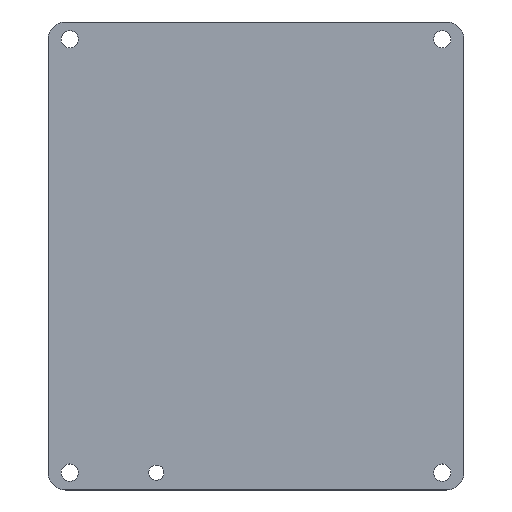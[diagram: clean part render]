
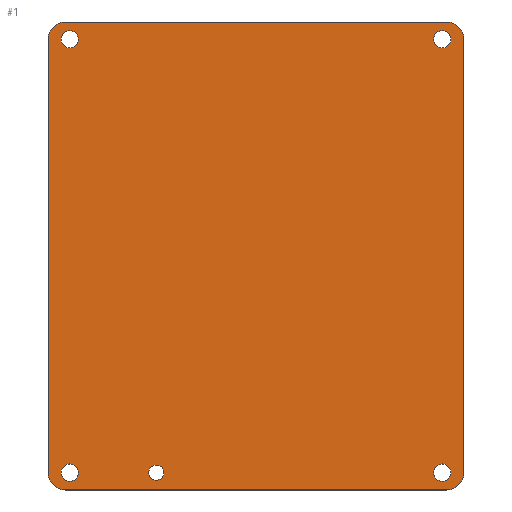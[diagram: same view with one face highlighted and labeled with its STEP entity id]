
A CAD part, top view. The second image highlights one B-rep face of the part: STEP entity #1.
In plain terms, the highlighted planar face has unit normal (0, 0, 1).
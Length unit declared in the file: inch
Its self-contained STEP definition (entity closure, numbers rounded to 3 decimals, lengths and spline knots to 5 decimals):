
#1 = ADVANCED_FACE ( 'NONE', ( #310, #142, #308, #520, #314, #189 ), #478, .T. ) ;
#5 = DIRECTION ( 'NONE',  ( 0., 0., -1. ) ) ;
#10 = EDGE_LOOP ( 'NONE', ( #19, #405, #31, #351, #347, #365, #284, #80 ) ) ;
#13 = CARTESIAN_POINT ( 'NONE',  ( 2.6875, -3.125, 0. ) ) ;
#16 = EDGE_CURVE ( 'NONE', #493, #493, #247, .T. ) ;
#18 = DIRECTION ( 'NONE',  ( 0., 0., 1. ) ) ;
#19 = ORIENTED_EDGE ( 'NONE', *, *, #265, .F. ) ;
#22 = CARTESIAN_POINT ( 'NONE',  ( -3., -3.125, 0. ) ) ;
#25 = CARTESIAN_POINT ( 'NONE',  ( 2.6875, 3.125, 0. ) ) ;
#27 = VERTEX_POINT ( 'NONE', #271 ) ;
#31 = ORIENTED_EDGE ( 'NONE', *, *, #505, .F. ) ;
#42 = EDGE_LOOP ( 'NONE', ( #404 ) ) ;
#48 = CARTESIAN_POINT ( 'NONE',  ( -2.6875, -3.125, 0. ) ) ;
#52 = DIRECTION ( 'NONE',  ( 1., 0., 0. ) ) ;
#60 = DIRECTION ( 'NONE',  ( 0., 1., 0. ) ) ;
#61 = AXIS2_PLACEMENT_3D ( 'NONE', #97, #353, #397 ) ;
#62 = VECTOR ( 'NONE', #415, 39.37008 ) ;
#63 = AXIS2_PLACEMENT_3D ( 'NONE', #48, #5, #183 ) ;
#64 = EDGE_CURVE ( 'NONE', #546, #467, #355, .T. ) ;
#75 = CIRCLE ( 'NONE', #61, 0.25 ) ;
#76 = CIRCLE ( 'NONE', #472, 0.25 ) ;
#80 = ORIENTED_EDGE ( 'NONE', *, *, #497, .F. ) ;
#83 = EDGE_LOOP ( 'NONE', ( #117 ) ) ;
#84 = CARTESIAN_POINT ( 'NONE',  ( -2.5625, 3.125, 0. ) ) ;
#86 = CIRCLE ( 'NONE', #109, 0.25 ) ;
#87 = EDGE_LOOP ( 'NONE', ( #177 ) ) ;
#92 = CIRCLE ( 'NONE', #63, 0.125 ) ;
#97 = CARTESIAN_POINT ( 'NONE',  ( 2.75, -3.125, 0. ) ) ;
#100 = AXIS2_PLACEMENT_3D ( 'NONE', #394, #18, #52 ) ;
#101 = LINE ( 'NONE', #270, #341 ) ;
#103 = EDGE_CURVE ( 'NONE', #416, #416, #92, .T. ) ;
#106 = CARTESIAN_POINT ( 'NONE',  ( -3., 0., 0. ) ) ;
#109 = AXIS2_PLACEMENT_3D ( 'NONE', #112, #527, #411 ) ;
#111 = CARTESIAN_POINT ( 'NONE',  ( 3., 3.125, 0. ) ) ;
#112 = CARTESIAN_POINT ( 'NONE',  ( -2.75, -3.125, 0. ) ) ;
#117 = ORIENTED_EDGE ( 'NONE', *, *, #16, .T. ) ;
#125 = AXIS2_PLACEMENT_3D ( 'NONE', #227, #391, #192 ) ;
#134 = VERTEX_POINT ( 'NONE', #333 ) ;
#142 = FACE_BOUND ( 'NONE', #498, .T. ) ;
#150 = DIRECTION ( 'NONE',  ( 1., 0., 0. ) ) ;
#173 = AXIS2_PLACEMENT_3D ( 'NONE', #235, #536, #249 ) ;
#174 = CARTESIAN_POINT ( 'NONE',  ( -2.5625, -3.125, 0. ) ) ;
#175 = EDGE_CURVE ( 'NONE', #300, #356, #86, .T. ) ;
#177 = ORIENTED_EDGE ( 'NONE', *, *, #476, .T. ) ;
#183 = DIRECTION ( 'NONE',  ( 1., 0., 0. ) ) ;
#185 = VERTEX_POINT ( 'NONE', #278 ) ;
#189 = FACE_OUTER_BOUND ( 'NONE', #10, .T. ) ;
#192 = DIRECTION ( 'NONE',  ( 1., 0., 0. ) ) ;
#203 = DIRECTION ( 'NONE',  ( 0., 0., -1. ) ) ;
#212 = AXIS2_PLACEMENT_3D ( 'NONE', #238, #203, #538 ) ;
#220 = AXIS2_PLACEMENT_3D ( 'NONE', #13, #304, #150 ) ;
#222 = LINE ( 'NONE', #439, #454 ) ;
#224 = DIRECTION ( 'NONE',  ( 0., -1., 0. ) ) ;
#227 = CARTESIAN_POINT ( 'NONE',  ( 2.75, 3.125, 0. ) ) ;
#235 = CARTESIAN_POINT ( 'NONE',  ( -2.6875, 3.125, 0. ) ) ;
#238 = CARTESIAN_POINT ( 'NONE',  ( -1.4375, -3.125, 0. ) ) ;
#243 = LINE ( 'NONE', #106, #547 ) ;
#247 = CIRCLE ( 'NONE', #220, 0.125 ) ;
#249 = DIRECTION ( 'NONE',  ( 1., 0., 0. ) ) ;
#251 = CARTESIAN_POINT ( 'NONE',  ( 2.8125, -3.125, 0. ) ) ;
#265 = EDGE_CURVE ( 'NONE', #356, #453, #243, .T. ) ;
#270 = CARTESIAN_POINT ( 'NONE',  ( 3., 0., 0. ) ) ;
#271 = CARTESIAN_POINT ( 'NONE',  ( 3., -3.125, 0. ) ) ;
#274 = DIRECTION ( 'NONE',  ( 1., 0., 0. ) ) ;
#278 = CARTESIAN_POINT ( 'NONE',  ( -2.75, 3.375, 0. ) ) ;
#284 = ORIENTED_EDGE ( 'NONE', *, *, #338, .F. ) ;
#285 = DIRECTION ( 'NONE',  ( 0., 0., -1. ) ) ;
#288 = CARTESIAN_POINT ( 'NONE',  ( 0., -3.375, 0. ) ) ;
#295 = EDGE_CURVE ( 'NONE', #27, #441, #75, .T. ) ;
#300 = VERTEX_POINT ( 'NONE', #307 ) ;
#304 = DIRECTION ( 'NONE',  ( 0., 0., -1. ) ) ;
#307 = CARTESIAN_POINT ( 'NONE',  ( -2.75, -3.375, 0. ) ) ;
#308 = FACE_BOUND ( 'NONE', #42, .T. ) ;
#310 = FACE_BOUND ( 'NONE', #489, .T. ) ;
#312 = CIRCLE ( 'NONE', #173, 0.125 ) ;
#314 = FACE_BOUND ( 'NONE', #83, .T. ) ;
#325 = CARTESIAN_POINT ( 'NONE',  ( -3., 3.125, 0. ) ) ;
#326 = EDGE_CURVE ( 'NONE', #467, #27, #101, .T. ) ;
#330 = LINE ( 'NONE', #288, #62 ) ;
#333 = CARTESIAN_POINT ( 'NONE',  ( -1.32838, -3.125, 0. ) ) ;
#338 = EDGE_CURVE ( 'NONE', #185, #546, #222, .T. ) ;
#341 = VECTOR ( 'NONE', #224, 39.37008 ) ;
#347 = ORIENTED_EDGE ( 'NONE', *, *, #326, .F. ) ;
#351 = ORIENTED_EDGE ( 'NONE', *, *, #295, .F. ) ;
#353 = DIRECTION ( 'NONE',  ( 0., 0., -1. ) ) ;
#355 = CIRCLE ( 'NONE', #125, 0.25 ) ;
#356 = VERTEX_POINT ( 'NONE', #22 ) ;
#362 = CARTESIAN_POINT ( 'NONE',  ( 2.75, 3.375, 0. ) ) ;
#364 = AXIS2_PLACEMENT_3D ( 'NONE', #25, #410, #499 ) ;
#365 = ORIENTED_EDGE ( 'NONE', *, *, #64, .F. ) ;
#380 = ORIENTED_EDGE ( 'NONE', *, *, #528, .T. ) ;
#391 = DIRECTION ( 'NONE',  ( 0., 0., -1. ) ) ;
#394 = CARTESIAN_POINT ( 'NONE',  ( 0., 0., 0. ) ) ;
#397 = DIRECTION ( 'NONE',  ( 1., 0., 0. ) ) ;
#404 = ORIENTED_EDGE ( 'NONE', *, *, #451, .T. ) ;
#405 = ORIENTED_EDGE ( 'NONE', *, *, #175, .F. ) ;
#406 = CARTESIAN_POINT ( 'NONE',  ( 2.75, -3.375, 0. ) ) ;
#410 = DIRECTION ( 'NONE',  ( 0., 0., -1. ) ) ;
#411 = DIRECTION ( 'NONE',  ( 1., 0., 0. ) ) ;
#415 = DIRECTION ( 'NONE',  ( -1., 0., 0. ) ) ;
#416 = VERTEX_POINT ( 'NONE', #174 ) ;
#422 = VERTEX_POINT ( 'NONE', #550 ) ;
#426 = VERTEX_POINT ( 'NONE', #84 ) ;
#428 = CIRCLE ( 'NONE', #364, 0.125 ) ;
#439 = CARTESIAN_POINT ( 'NONE',  ( 0., 3.375, 0. ) ) ;
#441 = VERTEX_POINT ( 'NONE', #406 ) ;
#446 = CIRCLE ( 'NONE', #212, 0.10912 ) ;
#448 = DIRECTION ( 'NONE',  ( 1., 0., 0. ) ) ;
#451 = EDGE_CURVE ( 'NONE', #422, #422, #428, .T. ) ;
#453 = VERTEX_POINT ( 'NONE', #325 ) ;
#454 = VECTOR ( 'NONE', #274, 39.37008 ) ;
#467 = VERTEX_POINT ( 'NONE', #111 ) ;
#472 = AXIS2_PLACEMENT_3D ( 'NONE', #502, #285, #448 ) ;
#476 = EDGE_CURVE ( 'NONE', #426, #426, #312, .T. ) ;
#478 = PLANE ( 'NONE',  #100 ) ;
#489 = EDGE_LOOP ( 'NONE', ( #510 ) ) ;
#493 = VERTEX_POINT ( 'NONE', #251 ) ;
#497 = EDGE_CURVE ( 'NONE', #453, #185, #76, .T. ) ;
#498 = EDGE_LOOP ( 'NONE', ( #380 ) ) ;
#499 = DIRECTION ( 'NONE',  ( 1., 0., 0. ) ) ;
#502 = CARTESIAN_POINT ( 'NONE',  ( -2.75, 3.125, 0. ) ) ;
#505 = EDGE_CURVE ( 'NONE', #441, #300, #330, .T. ) ;
#510 = ORIENTED_EDGE ( 'NONE', *, *, #103, .T. ) ;
#520 = FACE_BOUND ( 'NONE', #87, .T. ) ;
#527 = DIRECTION ( 'NONE',  ( 0., 0., -1. ) ) ;
#528 = EDGE_CURVE ( 'NONE', #134, #134, #446, .T. ) ;
#536 = DIRECTION ( 'NONE',  ( 0., 0., -1. ) ) ;
#538 = DIRECTION ( 'NONE',  ( 1., 0., 0. ) ) ;
#546 = VERTEX_POINT ( 'NONE', #362 ) ;
#547 = VECTOR ( 'NONE', #60, 39.37008 ) ;
#550 = CARTESIAN_POINT ( 'NONE',  ( 2.8125, 3.125, 0. ) ) ;
